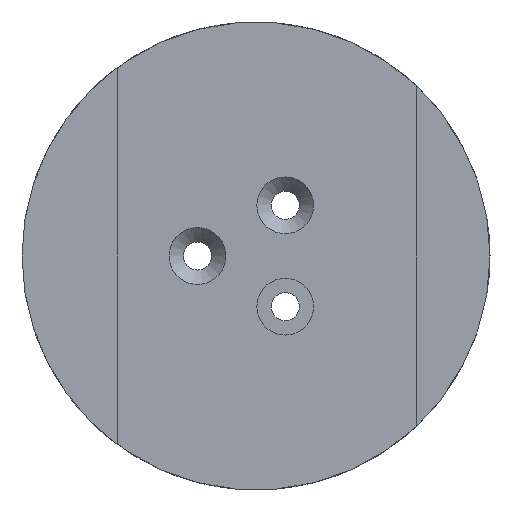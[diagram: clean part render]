
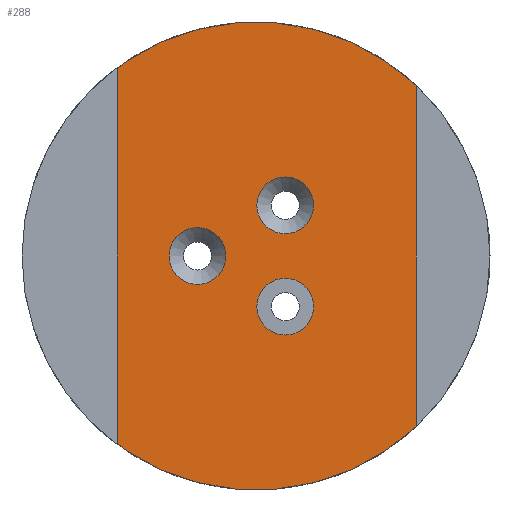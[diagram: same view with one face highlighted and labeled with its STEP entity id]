
A CAD part, left-side view. The second image highlights one B-rep face of the part: STEP entity #288.
In plain terms, the highlighted planar face has unit normal (-1, 0, 0).
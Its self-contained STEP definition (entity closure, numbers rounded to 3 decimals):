
#33=FACE_BOUND('',#73,.T.);
#34=FACE_BOUND('',#74,.T.);
#35=FACE_BOUND('',#75,.T.);
#42=PLANE('',#329);
#56=FACE_OUTER_BOUND('',#72,.T.);
#72=EDGE_LOOP('',(#221,#222,#223,#224));
#73=EDGE_LOOP('',(#225));
#74=EDGE_LOOP('',(#226));
#75=EDGE_LOOP('',(#227));
#99=LINE('',#533,#114);
#100=LINE('',#536,#115);
#114=VECTOR('',#398,10.);
#115=VECTOR('',#401,10.);
#126=CIRCLE('',#321,4.25);
#128=CIRCLE('',#324,4.25);
#130=CIRCLE('',#327,4.25);
#132=CIRCLE('',#330,35.);
#133=CIRCLE('',#331,35.);
#146=VERTEX_POINT('',#511);
#148=VERTEX_POINT('',#517);
#150=VERTEX_POINT('',#523);
#152=VERTEX_POINT('',#529);
#153=VERTEX_POINT('',#530);
#154=VERTEX_POINT('',#532);
#155=VERTEX_POINT('',#534);
#171=EDGE_CURVE('',#146,#146,#126,.T.);
#174=EDGE_CURVE('',#148,#148,#128,.T.);
#177=EDGE_CURVE('',#150,#150,#130,.T.);
#180=EDGE_CURVE('',#152,#153,#132,.F.);
#181=EDGE_CURVE('',#153,#154,#99,.T.);
#182=EDGE_CURVE('',#154,#155,#133,.F.);
#183=EDGE_CURVE('',#155,#152,#100,.T.);
#221=ORIENTED_EDGE('',*,*,#180,.T.);
#222=ORIENTED_EDGE('',*,*,#181,.T.);
#223=ORIENTED_EDGE('',*,*,#182,.T.);
#224=ORIENTED_EDGE('',*,*,#183,.T.);
#225=ORIENTED_EDGE('',*,*,#171,.T.);
#226=ORIENTED_EDGE('',*,*,#174,.T.);
#227=ORIENTED_EDGE('',*,*,#177,.T.);
#288=ADVANCED_FACE('',(#56,#33,#34,#35),#42,.T.);
#321=AXIS2_PLACEMENT_3D('',#512,#375,#376);
#324=AXIS2_PLACEMENT_3D('',#518,#382,#383);
#327=AXIS2_PLACEMENT_3D('',#524,#389,#390);
#329=AXIS2_PLACEMENT_3D('',#528,#394,#395);
#330=AXIS2_PLACEMENT_3D('',#531,#396,#397);
#331=AXIS2_PLACEMENT_3D('',#535,#399,#400);
#375=DIRECTION('center_axis',(1.,0.,0.));
#376=DIRECTION('ref_axis',(0.,0.5,0.866));
#382=DIRECTION('center_axis',(1.,0.,0.));
#383=DIRECTION('ref_axis',(0.,0.5,0.866));
#389=DIRECTION('center_axis',(1.,0.,0.));
#390=DIRECTION('ref_axis',(0.,0.5,0.866));
#394=DIRECTION('center_axis',(-1.,0.,0.));
#395=DIRECTION('ref_axis',(0.,0.5,0.866));
#396=DIRECTION('center_axis',(1.,0.,0.));
#397=DIRECTION('ref_axis',(0.,0.5,0.866));
#398=DIRECTION('',(0.,-0.866,0.5));
#399=DIRECTION('center_axis',(1.,0.,0.));
#400=DIRECTION('ref_axis',(0.,0.5,0.866));
#401=DIRECTION('',(0.,0.866,-0.5));
#511=CARTESIAN_POINT('',(-3.,-6.5,3.897));
#512=CARTESIAN_POINT('Origin',(-3.,-4.375,7.578));
#517=CARTESIAN_POINT('',(-3.,6.625,-3.681));
#518=CARTESIAN_POINT('Origin',(-3.,8.75,0.));
#523=CARTESIAN_POINT('',(-3.,-6.5,-11.258));
#524=CARTESIAN_POINT('Origin',(-3.,-4.375,-7.578));
#528=CARTESIAN_POINT('Origin',(-3.,0.,0.));
#529=CARTESIAN_POINT('',(-3.,34.062,8.047));
#530=CARTESIAN_POINT('',(-3.,10.06,-33.523));
#531=CARTESIAN_POINT('Origin',(-3.,0.,0.));
#532=CARTESIAN_POINT('',(-3.,-34.062,-8.049));
#533=CARTESIAN_POINT('',(-3.,-12.001,-20.786));
#534=CARTESIAN_POINT('',(-3.,-10.062,33.522));
#535=CARTESIAN_POINT('Origin',(-3.,0.,0.));
#536=CARTESIAN_POINT('',(-3.,22.358,14.804));
